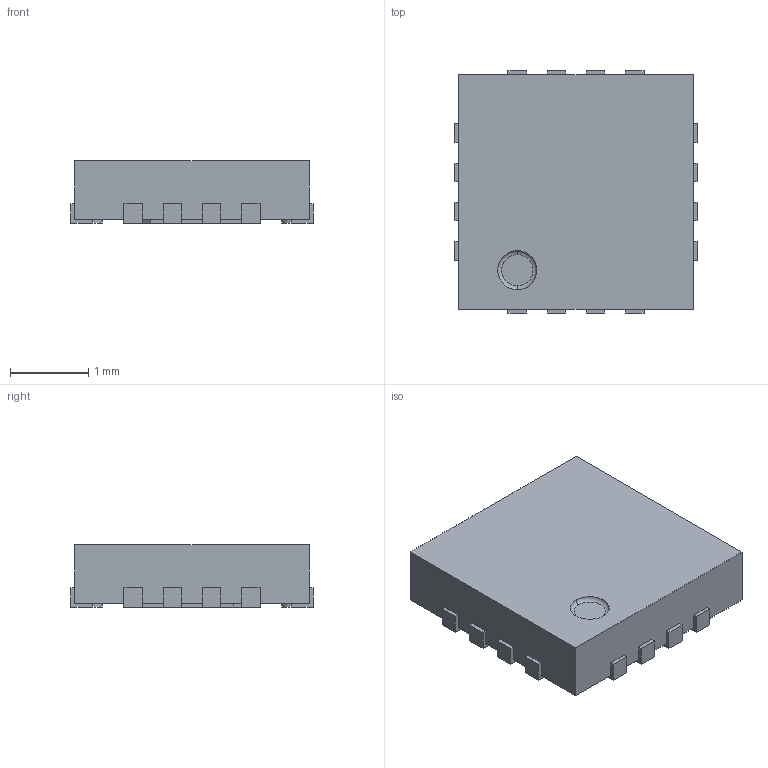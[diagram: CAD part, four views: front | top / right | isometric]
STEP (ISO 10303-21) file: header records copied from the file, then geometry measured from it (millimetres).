
FILE_DESCRIPTION(('FreeCAD Model'),'2;1');
FILE_NAME('QFN50P300X300X80-17.step','2021-04-01T19:06:44',('kicad StepUp'), ('ksu MCAD'),'Open CASCADE STEP processor 7.2','FreeCAD','Unknown');
FILE_SCHEMA(('AUTOMOTIVE_DESIGN { 1 0 10303 214 1 1 1 1 }'));
Length unit declared in the file: millimetre
Products named in the file (1): QFN50P300X300X80-17
Bounding box: 3.1 x 3.1 x 0.8 mm (x, y, z)
Volume: 7 mm3; surface area: 38.5 mm2
Topology: 18 solids, 18 shells, 160 faces, 369 edges, 246 vertices
Faces by surface type: plane 126, cylinder 32, torus 2
Entity records: 5603 total; most frequent: CARTESIAN_POINT 776, DIRECTION 761, ORIENTED_EDGE 738, EDGE_CURVE 369, LINE 299, VECTOR 299, VERTEX_POINT 246, AXIS2_PLACEMENT_3D 231
